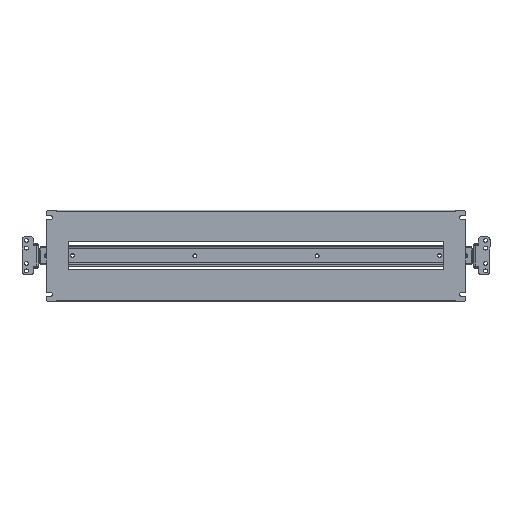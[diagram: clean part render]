
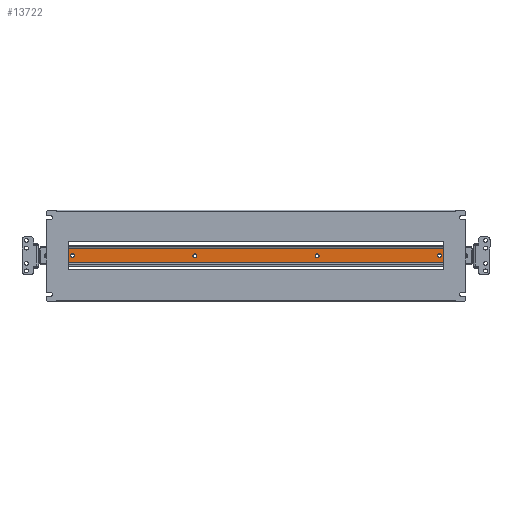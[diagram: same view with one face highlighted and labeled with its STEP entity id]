
A CAD part, top view. The second image highlights one B-rep face of the part: STEP entity #13722.
In plain terms, the highlighted planar face has unit normal (0, 0, 1).
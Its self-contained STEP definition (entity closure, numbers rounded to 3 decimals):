
#128 = CARTESIAN_POINT ( 'NONE',  ( -325., -11.2, -61.3 ) ) ;
#166 = AXIS2_PLACEMENT_3D ( 'NONE', #21428, #19644, #25301 ) ;
#207 = FACE_BOUND ( 'NONE', #15951, .T. ) ;
#289 = EDGE_LOOP ( 'NONE', ( #24048, #8413 ) ) ;
#434 = DIRECTION ( 'NONE',  ( 0., 0., 1. ) ) ;
#722 = LINE ( 'NONE', #24101, #7896 ) ;
#1016 = CIRCLE ( 'NONE', #14408, 3.1 ) ;
#1034 = EDGE_CURVE ( 'NONE', #25210, #16479, #722, .T. ) ;
#1393 = EDGE_CURVE ( 'NONE', #20165, #16479, #10488, .T. ) ;
#2123 = DIRECTION ( 'NONE',  ( 0., 0., 1. ) ) ;
#2198 = CARTESIAN_POINT ( 'NONE',  ( -300., 0.5, -61.3 ) ) ;
#2226 = DIRECTION ( 'NONE',  ( 0., 0., 1. ) ) ;
#2331 = DIRECTION ( 'NONE',  ( 0., 0., 1. ) ) ;
#2731 = VERTEX_POINT ( 'NONE', #21338 ) ;
#3138 = ORIENTED_EDGE ( 'NONE', *, *, #1393, .F. ) ;
#3148 = EDGE_CURVE ( 'NONE', #14111, #8521, #20362, .T. ) ;
#3195 = ORIENTED_EDGE ( 'NONE', *, *, #3148, .F. ) ;
#4487 = CARTESIAN_POINT ( 'NONE',  ( 100., -2.6, -61.3 ) ) ;
#5065 = VERTEX_POINT ( 'NONE', #22929 ) ;
#5087 = EDGE_CURVE ( 'NONE', #9036, #2731, #10995, .T. ) ;
#5336 = AXIS2_PLACEMENT_3D ( 'NONE', #6210, #2123, #11979 ) ;
#5663 = CARTESIAN_POINT ( 'NONE',  ( 300., -2.6, -61.3 ) ) ;
#5984 = DIRECTION ( 'NONE',  ( 0., -1., 0. ) ) ;
#6026 = CARTESIAN_POINT ( 'NONE',  ( -325., 12.2, -61.3 ) ) ;
#6138 = ORIENTED_EDGE ( 'NONE', *, *, #8836, .T. ) ;
#6210 = CARTESIAN_POINT ( 'NONE',  ( -100., 0.5, -61.3 ) ) ;
#6766 = FACE_OUTER_BOUND ( 'NONE', #19785, .T. ) ;
#7092 = VECTOR ( 'NONE', #14940, 1000. ) ;
#7220 = DIRECTION ( 'NONE',  ( 0., 0., 1. ) ) ;
#7501 = VERTEX_POINT ( 'NONE', #17242 ) ;
#7805 = EDGE_CURVE ( 'NONE', #7501, #5065, #23138, .T. ) ;
#7896 = VECTOR ( 'NONE', #14000, 1000. ) ;
#7935 = CARTESIAN_POINT ( 'NONE',  ( -100., 0.5, -61.3 ) ) ;
#8019 = DIRECTION ( 'NONE',  ( 0., 0., 1. ) ) ;
#8397 = EDGE_CURVE ( 'NONE', #25642, #20165, #13662, .T. ) ;
#8413 = ORIENTED_EDGE ( 'NONE', *, *, #15917, .F. ) ;
#8521 = VERTEX_POINT ( 'NONE', #5663 ) ;
#8532 = DIRECTION ( 'NONE',  ( 0., -1., 0. ) ) ;
#8836 = EDGE_CURVE ( 'NONE', #25642, #25210, #12401, .T. ) ;
#8899 = CARTESIAN_POINT ( 'NONE',  ( 325., -13., -61.3 ) ) ;
#9036 = VERTEX_POINT ( 'NONE', #4487 ) ;
#9146 = CARTESIAN_POINT ( 'NONE',  ( 325., -11.2, -61.3 ) ) ;
#9200 = VECTOR ( 'NONE', #17760, 1000. ) ;
#9248 = FACE_BOUND ( 'NONE', #23046, .T. ) ;
#9659 = VERTEX_POINT ( 'NONE', #12731 ) ;
#10029 = AXIS2_PLACEMENT_3D ( 'NONE', #25028, #7220, #13068 ) ;
#10488 = LINE ( 'NONE', #13718, #9200 ) ;
#10949 = VERTEX_POINT ( 'NONE', #23305 ) ;
#10995 = CIRCLE ( 'NONE', #10029, 3.1 ) ;
#11338 = ORIENTED_EDGE ( 'NONE', *, *, #21358, .F. ) ;
#11500 = CARTESIAN_POINT ( 'NONE',  ( 325., 12.2, -61.3 ) ) ;
#11979 = DIRECTION ( 'NONE',  ( 0., -1., 0. ) ) ;
#12075 = FACE_BOUND ( 'NONE', #289, .T. ) ;
#12401 = LINE ( 'NONE', #15922, #25888 ) ;
#12510 = CIRCLE ( 'NONE', #166, 3.1 ) ;
#12731 = CARTESIAN_POINT ( 'NONE',  ( -100., 3.6, -61.3 ) ) ;
#13068 = DIRECTION ( 'NONE',  ( 0., -1., 0. ) ) ;
#13662 = LINE ( 'NONE', #8899, #7092 ) ;
#13691 = DIRECTION ( 'NONE',  ( 0., -1., 0. ) ) ;
#13718 = CARTESIAN_POINT ( 'NONE',  ( 325., -11.2, -61.3 ) ) ;
#13722 = ADVANCED_FACE ( 'NONE', ( #15494, #207, #6766, #12075, #9248 ), #15906, .F. ) ;
#13806 = DIRECTION ( 'NONE',  ( 0., 0., -1. ) ) ;
#14000 = DIRECTION ( 'NONE',  ( 0., -1., 0. ) ) ;
#14111 = VERTEX_POINT ( 'NONE', #15271 ) ;
#14251 = DIRECTION ( 'NONE',  ( 0., -1., 0. ) ) ;
#14355 = CARTESIAN_POINT ( 'NONE',  ( 100., 0.5, -61.3 ) ) ;
#14408 = AXIS2_PLACEMENT_3D ( 'NONE', #7935, #8019, #13691 ) ;
#14450 = AXIS2_PLACEMENT_3D ( 'NONE', #24268, #2226, #14251 ) ;
#14940 = DIRECTION ( 'NONE',  ( 0., -1., 0. ) ) ;
#15271 = CARTESIAN_POINT ( 'NONE',  ( 300., 3.6, -61.3 ) ) ;
#15494 = FACE_BOUND ( 'NONE', #16915, .T. ) ;
#15906 = PLANE ( 'NONE',  #21202 ) ;
#15917 = EDGE_CURVE ( 'NONE', #2731, #9036, #16735, .T. ) ;
#15922 = CARTESIAN_POINT ( 'NONE',  ( 325., 12.2, -61.3 ) ) ;
#15951 = EDGE_LOOP ( 'NONE', ( #19939, #19083 ) ) ;
#16106 = DIRECTION ( 'NONE',  ( 0., 0., 1. ) ) ;
#16275 = DIRECTION ( 'NONE',  ( 0., -1., 0. ) ) ;
#16479 = VERTEX_POINT ( 'NONE', #128 ) ;
#16519 = CIRCLE ( 'NONE', #22838, 3.1 ) ;
#16735 = CIRCLE ( 'NONE', #24285, 3.1 ) ;
#16915 = EDGE_LOOP ( 'NONE', ( #11338, #21884 ) ) ;
#17242 = CARTESIAN_POINT ( 'NONE',  ( -300., 3.6, -61.3 ) ) ;
#17434 = EDGE_CURVE ( 'NONE', #8521, #14111, #12510, .T. ) ;
#17688 = EDGE_CURVE ( 'NONE', #5065, #7501, #16519, .T. ) ;
#17760 = DIRECTION ( 'NONE',  ( -1., 0., 0. ) ) ;
#17874 = AXIS2_PLACEMENT_3D ( 'NONE', #21932, #16106, #5984 ) ;
#19083 = ORIENTED_EDGE ( 'NONE', *, *, #7805, .F. ) ;
#19644 = DIRECTION ( 'NONE',  ( 0., 0., 1. ) ) ;
#19779 = DIRECTION ( 'NONE',  ( -1., 0., 0. ) ) ;
#19785 = EDGE_LOOP ( 'NONE', ( #20262, #3138, #22776, #6138 ) ) ;
#19939 = ORIENTED_EDGE ( 'NONE', *, *, #17688, .F. ) ;
#20031 = DIRECTION ( 'NONE',  ( 0., 1., 0. ) ) ;
#20165 = VERTEX_POINT ( 'NONE', #9146 ) ;
#20262 = ORIENTED_EDGE ( 'NONE', *, *, #1034, .T. ) ;
#20362 = CIRCLE ( 'NONE', #17874, 3.1 ) ;
#21202 = AXIS2_PLACEMENT_3D ( 'NONE', #23719, #13806, #20031 ) ;
#21338 = CARTESIAN_POINT ( 'NONE',  ( 100., 3.6, -61.3 ) ) ;
#21358 = EDGE_CURVE ( 'NONE', #10949, #9659, #23953, .T. ) ;
#21428 = CARTESIAN_POINT ( 'NONE',  ( 300., 0.5, -61.3 ) ) ;
#21884 = ORIENTED_EDGE ( 'NONE', *, *, #22417, .F. ) ;
#21932 = CARTESIAN_POINT ( 'NONE',  ( 300., 0.5, -61.3 ) ) ;
#22417 = EDGE_CURVE ( 'NONE', #9659, #10949, #1016, .T. ) ;
#22776 = ORIENTED_EDGE ( 'NONE', *, *, #8397, .F. ) ;
#22838 = AXIS2_PLACEMENT_3D ( 'NONE', #2198, #434, #8532 ) ;
#22929 = CARTESIAN_POINT ( 'NONE',  ( -300., -2.6, -61.3 ) ) ;
#23046 = EDGE_LOOP ( 'NONE', ( #24763, #3195 ) ) ;
#23138 = CIRCLE ( 'NONE', #14450, 3.1 ) ;
#23305 = CARTESIAN_POINT ( 'NONE',  ( -100., -2.6, -61.3 ) ) ;
#23719 = CARTESIAN_POINT ( 'NONE',  ( 325., -13., -61.3 ) ) ;
#23953 = CIRCLE ( 'NONE', #5336, 3.1 ) ;
#24048 = ORIENTED_EDGE ( 'NONE', *, *, #5087, .F. ) ;
#24101 = CARTESIAN_POINT ( 'NONE',  ( -325., -13., -61.3 ) ) ;
#24268 = CARTESIAN_POINT ( 'NONE',  ( -300., 0.5, -61.3 ) ) ;
#24285 = AXIS2_PLACEMENT_3D ( 'NONE', #14355, #2331, #16275 ) ;
#24763 = ORIENTED_EDGE ( 'NONE', *, *, #17434, .F. ) ;
#25028 = CARTESIAN_POINT ( 'NONE',  ( 100., 0.5, -61.3 ) ) ;
#25210 = VERTEX_POINT ( 'NONE', #6026 ) ;
#25301 = DIRECTION ( 'NONE',  ( 0., -1., 0. ) ) ;
#25642 = VERTEX_POINT ( 'NONE', #11500 ) ;
#25888 = VECTOR ( 'NONE', #19779, 1000. ) ;
